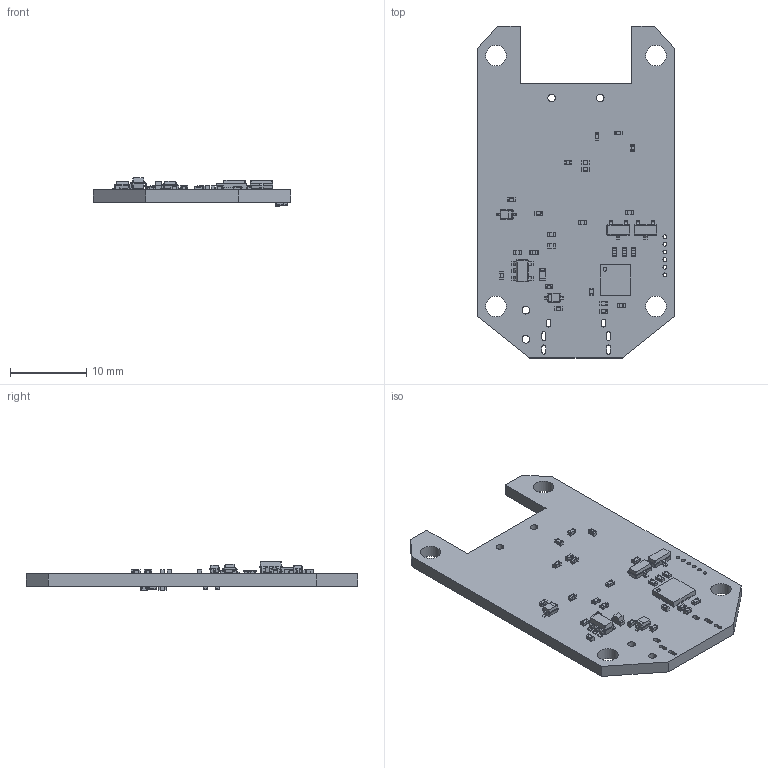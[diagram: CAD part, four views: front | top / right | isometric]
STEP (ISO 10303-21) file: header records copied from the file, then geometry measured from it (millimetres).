
FILE_DESCRIPTION(('KiCad electronic assembly'),'2;1');
FILE_NAME('ht-001.step','2019-05-06T11:15:54',('An Author'),('A Company' ),'Open CASCADE STEP processor 6.8','KiCad to STEP converter', 'Unknown');
FILE_SCHEMA(('AUTOMOTIVE_DESIGN_CC2 { 1 2 10303 214 -1 1 5 4 }'));
Length unit declared in the file: millimetre
Products named in the file (26): Open CASCADE STEP translator 6.8 1; C_0402; SOLID; C_0402_1005Metric; D_SOD-323; LED_0402; LED_0603_1608Metric; R_0402; R_0402_1005Metric; QFN-24-1EP_4x4mm_Pitch0.5mm; QFN-24-1EP_4x4mm_P0.5mm_EP2.6x2.6mm; SOT-23-5; SOT-23; COMPOUND
Assembly tree (97 placements, depth 3):
  Open CASCADE STEP translator 6.8 1
    C_0402  x16
      SOLID
    C_0402_1005Metric  x16
      SOLID
    C_0402_1005Metric  x16
      SOLID
    D_SOD-323  x2
    D_SOD-323  x2
      SOLID
    LED_0402
    LED_0603_1608Metric
      SOLID
    R_0402  x13
      SOLID
    R_0402_1005Metric  x13
      SOLID
    QFN-24-1EP_4x4mm_Pitch0.5mm
    QFN-24-1EP_4x4mm_P0.5mm_EP2.6x2.6mm
      SOLID
    SOT-23-5
    SOT-23-5
      SOLID
    SOT-23  x2
      SOLID
    COMPOUND
Bounding box: 25.85 x 43.45 x 3.75 mm (x, y, z)
Volume: 1549.8 mm3; surface area: 2539.6 mm2
Topology: 82 solids, 82 shells, 2701 faces, 7048 edges, 4612 vertices
Faces by surface type: plane 1663, cylinder 903, bspline 135
Full cylindrical faces by diameter (mm): 0.5 x7, 1 x2, 1.001 x2, 2.7 x4
Entity records: 62695 total; most frequent: CARTESIAN_POINT 24686, DIRECTION 5779, LINE 3742, VECTOR 3742, ORIENTED_EDGE 3440, PCURVE 3440, DEFINITIONAL_REPRESENTATION 3440, EDGE_CURVE 1720
